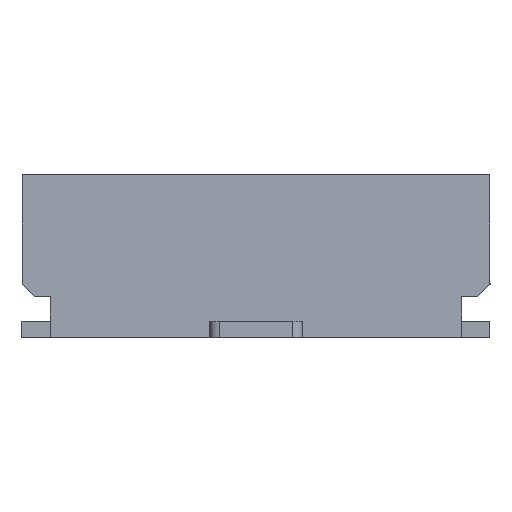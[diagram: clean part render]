
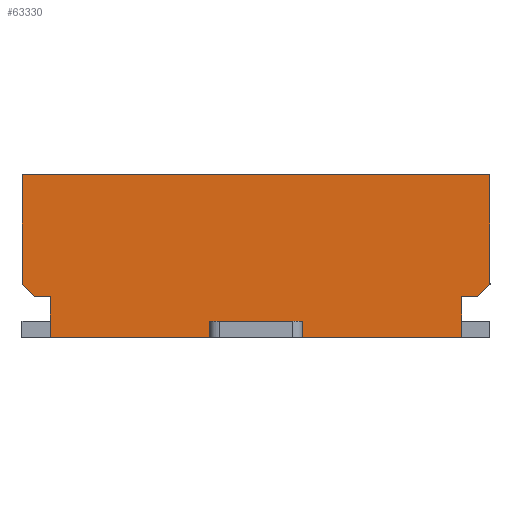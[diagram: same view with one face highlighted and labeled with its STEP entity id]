
A CAD part, left-side view. The second image highlights one B-rep face of the part: STEP entity #63330.
In plain terms, the highlighted planar face has unit normal (-1, 0, 0).
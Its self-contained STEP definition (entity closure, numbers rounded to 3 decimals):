
#6330=CARTESIAN_POINT('',(-6.055,1.01,
0.));
#6340=VERTEX_POINT('',#6330);
#6370=CARTESIAN_POINT('',(-6.055,-9.12,
0.));
#6380=DIRECTION('',(0.,1.,0.));
#6390=VECTOR('',#6380,1.);
#6400=LINE('',#6370,#6390);
#6410=CARTESIAN_POINT('',(-6.055,0.23,
0.));
#6420=VERTEX_POINT('',#6410);
#6430=EDGE_CURVE('',#6420,#6340,#6400,.T.);
#6830=CARTESIAN_POINT('',(-6.055,-0.23,
0.));
#6840=VERTEX_POINT('',#6830);
#6870=CARTESIAN_POINT('',(-6.055,-9.12,
0.));
#6880=DIRECTION('',(0.,1.,0.));
#6890=VECTOR('',#6880,1.);
#6900=LINE('',#6870,#6890);
#6910=CARTESIAN_POINT('',(-6.055,-1.01,
0.));
#6920=VERTEX_POINT('',#6910);
#6930=EDGE_CURVE('',#6920,#6840,#6900,.T.);
#20870=CARTESIAN_POINT('',(-6.055,1.01,
0.2));
#20880=VERTEX_POINT('',#20870);
#20910=CARTESIAN_POINT('',(-6.055,1.01,
3.715));
#20920=DIRECTION('',(0.,0.,-1.));
#20930=VECTOR('',#20920,1.);
#20940=LINE('',#20910,#20930);
#20950=EDGE_CURVE('',#20880,#6340,#20940,.T.);
#36190=CARTESIAN_POINT('',(-6.055,-1.01,
3.715));
#36200=DIRECTION('',(0.,0.,-1.));
#36210=VECTOR('',#36200,1.);
#36220=LINE('',#36190,#36210);
#36230=CARTESIAN_POINT('',(-6.055,-1.01,
0.2));
#36240=VERTEX_POINT('',#36230);
#36250=EDGE_CURVE('',#36240,#6920,#36220,.T.);
#62460=CARTESIAN_POINT('',(-6.055,-1.211,
-0.024));
#62470=DIRECTION('',(-1.,0.,0.));
#62480=DIRECTION('',(0.,0.,1.));
#62490=AXIS2_PLACEMENT_3D('',#62460,#62470,#62480);
#62500=PLANE('',#62490);
#62510=CARTESIAN_POINT('',(-6.055,-9.12,
0.2));
#62520=DIRECTION('',(0.,1.,0.));
#62530=VECTOR('',#62520,1.);
#62540=LINE('',#62510,#62530);
#62550=CARTESIAN_POINT('',(-6.055,1.09,
0.2));
#62560=VERTEX_POINT('',#62550);
#62570=EDGE_CURVE('',#20880,#62560,#62540,.T.);
#62580=ORIENTED_EDGE('',*,*,#62570,.F.);
#62590=CARTESIAN_POINT('',(-6.055,-9.12,
-10.01));
#62600=DIRECTION('',(0.,-0.707,
-0.707));
#62610=VECTOR('',#62600,1.);
#62620=LINE('',#62590,#62610);
#62630=CARTESIAN_POINT('',(-6.055,1.15,
0.26));
#62640=VERTEX_POINT('',#62630);
#62650=EDGE_CURVE('',#62640,#62560,#62620,.T.);
#62660=ORIENTED_EDGE('',*,*,#62650,.T.);
#62670=CARTESIAN_POINT('',(-6.055,1.15,
3.715));
#62680=DIRECTION('',(0.,0.,-1.));
#62690=VECTOR('',#62680,1.);
#62700=LINE('',#62670,#62690);
#62710=CARTESIAN_POINT('',(-6.055,1.15,
0.8));
#62720=VERTEX_POINT('',#62710);
#62730=EDGE_CURVE('',#62720,#62640,#62700,.T.);
#62740=ORIENTED_EDGE('',*,*,#62730,.T.);
#62750=CARTESIAN_POINT('',(-6.055,-9.12,
0.8));
#62760=DIRECTION('',(0.,-1.,0.));
#62770=VECTOR('',#62760,1.);
#62780=LINE('',#62750,#62770);
#62790=CARTESIAN_POINT('',(-6.055,-1.15,
0.8));
#62800=VERTEX_POINT('',#62790);
#62810=EDGE_CURVE('',#62720,#62800,#62780,.T.);
#62820=ORIENTED_EDGE('',*,*,#62810,.F.);
#62830=CARTESIAN_POINT('',(-6.055,-1.15,
3.715));
#62840=DIRECTION('',(0.,0.,-1.));
#62850=VECTOR('',#62840,1.);
#62860=LINE('',#62830,#62850);
#62870=CARTESIAN_POINT('',(-6.055,-1.15,
0.26));
#62880=VERTEX_POINT('',#62870);
#62890=EDGE_CURVE('',#62800,#62880,#62860,.T.);
#62900=ORIENTED_EDGE('',*,*,#62890,.F.);
#62910=CARTESIAN_POINT('',(-6.055,-4.605,
3.715));
#62920=DIRECTION('',(0.,-0.707,
0.707));
#62930=VECTOR('',#62920,1.);
#62940=LINE('',#62910,#62930);
#62950=CARTESIAN_POINT('',(-6.055,-1.09,
0.2));
#62960=VERTEX_POINT('',#62950);
#62970=EDGE_CURVE('',#62960,#62880,#62940,.T.);
#62980=ORIENTED_EDGE('',*,*,#62970,.T.);
#62990=CARTESIAN_POINT('',(-6.055,-9.12,
0.2));
#63000=DIRECTION('',(0.,-1.,0.));
#63010=VECTOR('',#63000,1.);
#63020=LINE('',#62990,#63010);
#63030=EDGE_CURVE('',#36240,#62960,#63020,.T.);
#63040=ORIENTED_EDGE('',*,*,#63030,.T.);
#63050=ORIENTED_EDGE('',*,*,#36250,.F.);
#63060=ORIENTED_EDGE('',*,*,#6930,.F.);
#63070=CARTESIAN_POINT('',(-6.055,-0.23,
3.715));
#63080=DIRECTION('',(0.,0.,-1.));
#63090=VECTOR('',#63080,1.);
#63100=LINE('',#63070,#63090);
#63110=CARTESIAN_POINT('',(-6.055,-0.23,
0.08));
#63120=VERTEX_POINT('',#63110);
#63130=EDGE_CURVE('',#63120,#6840,#63100,.T.);
#63140=ORIENTED_EDGE('',*,*,#63130,.T.);
#63150=CARTESIAN_POINT('',(-6.055,-9.12,
0.08));
#63160=DIRECTION('',(0.,-1.,0.));
#63170=VECTOR('',#63160,1.);
#63180=LINE('',#63150,#63170);
#63190=CARTESIAN_POINT('',(-6.055,0.23,
0.08));
#63200=VERTEX_POINT('',#63190);
#63210=EDGE_CURVE('',#63200,#63120,#63180,.T.);
#63220=ORIENTED_EDGE('',*,*,#63210,.T.);
#63230=CARTESIAN_POINT('',(-6.055,0.23,
3.715));
#63240=DIRECTION('',(0.,0.,1.));
#63250=VECTOR('',#63240,1.);
#63260=LINE('',#63230,#63250);
#63270=EDGE_CURVE('',#6420,#63200,#63260,.T.);
#63280=ORIENTED_EDGE('',*,*,#63270,.T.);
#63290=ORIENTED_EDGE('',*,*,#6430,.F.);
#63300=ORIENTED_EDGE('',*,*,#20950,.T.);
#63310=EDGE_LOOP('',(#63300,#63290,#63280,#63220,#63140,#63060,#63050,
#63040,#62980,#62900,#62820,#62740,#62660,#62580));
#63320=FACE_OUTER_BOUND('',#63310,.T.);
#63330=ADVANCED_FACE('',(#63320),#62500,.T.);
